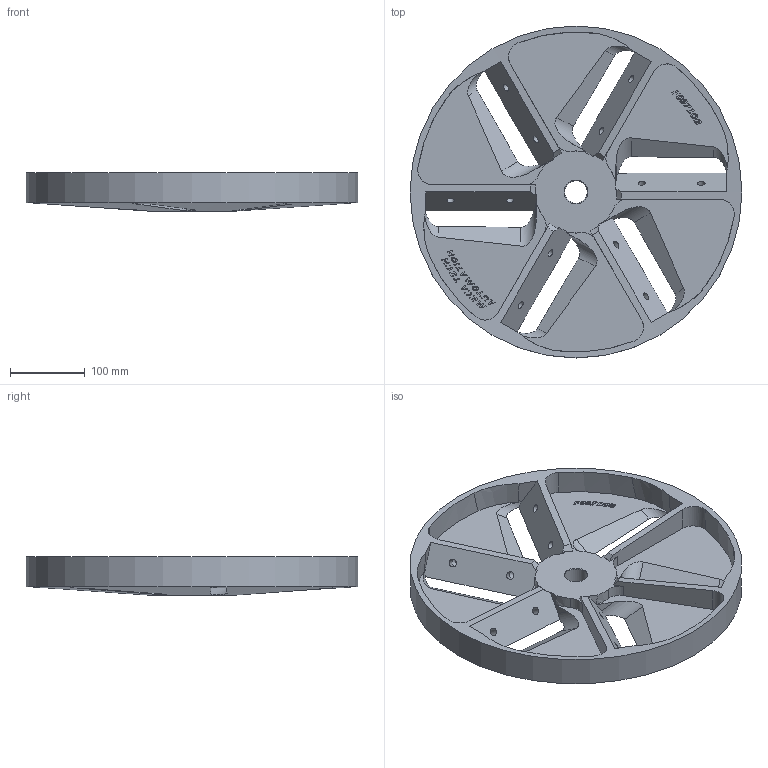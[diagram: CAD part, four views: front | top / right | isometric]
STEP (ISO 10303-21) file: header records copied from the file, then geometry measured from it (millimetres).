
FILE_DESCRIPTION(/* description */ (''),/* implementation_level */ '2;1');
FILE_NAME(/* name */ 'F0971OB.stp',/* time_stamp */ '2024-04-11T13:59:58+02:00',/* author */ ('user'),/* organization */ (''),/* preprocessor_version */ 'ST-DEVELOPER v18.1',/* originating_system */ 'Autodesk Inventor 2022',/* authorisation */ '');
FILE_SCHEMA (('AUTOMOTIVE_DESIGN { 1 0 10303 214 3 1 1 }'));
Length unit declared in the file: millimetre
Products named in the file (1): F0971OB
Bounding box: 445 x 445 x 51 mm (x, y, z)
Volume: 2451052.2 mm3; surface area: 434764.8 mm2
Topology: 1 solids, 1 shells, 555 faces, 1557 edges, 1031 vertices
Faces by surface type: bspline 246, plane 231, cylinder 57, cone 21
Full cylindrical faces by diameter (mm): 10.106 x12, 30 x1, 445 x1
Entity records: 19142 total; most frequent: CARTESIAN_POINT 6527, ORIENTED_EDGE 3090, DIRECTION 1744, EDGE_CURVE 1545, VERTEX_POINT 1031, LINE 850, VECTOR 850, EDGE_LOOP 608
